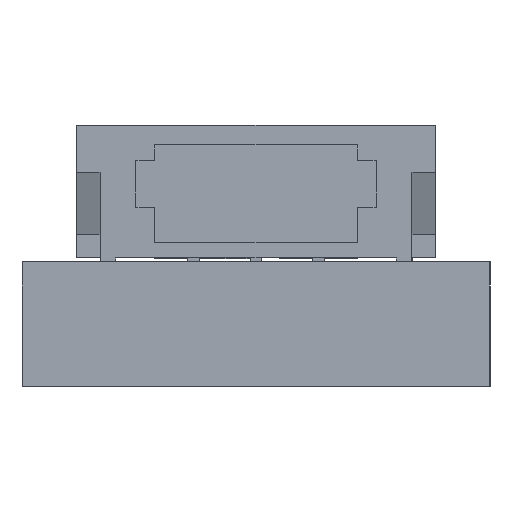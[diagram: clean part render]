
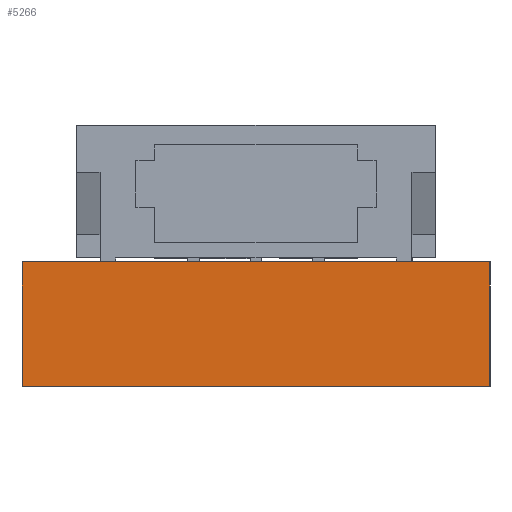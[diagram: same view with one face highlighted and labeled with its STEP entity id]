
A CAD part, left-side view. The second image highlights one B-rep face of the part: STEP entity #5266.
In plain terms, the highlighted planar face has unit normal (-1, 0, 0).
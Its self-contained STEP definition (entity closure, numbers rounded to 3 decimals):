
#5241 = VERTEX_POINT('',#5242);
#5242 = CARTESIAN_POINT('',(108.75,-43.819,1.6));
#5248 = EDGE_CURVE('',#5249,#5241,#5251,.T.);
#5249 = VERTEX_POINT('',#5250);
#5250 = CARTESIAN_POINT('',(108.75,-43.819,0.));
#5251 = LINE('',#5252,#5253);
#5252 = CARTESIAN_POINT('',(108.75,-43.819,0.));
#5253 = VECTOR('',#5254,1.);
#5254 = DIRECTION('',(0.,0.,1.));
#5266 = ADVANCED_FACE('',(#5267),#5292,.T.);
#5267 = FACE_BOUND('',#5268,.T.);
#5268 = EDGE_LOOP('',(#5269,#5270,#5278,#5286));
#5269 = ORIENTED_EDGE('',*,*,#5248,.T.);
#5270 = ORIENTED_EDGE('',*,*,#5271,.T.);
#5271 = EDGE_CURVE('',#5241,#5272,#5274,.T.);
#5272 = VERTEX_POINT('',#5273);
#5273 = CARTESIAN_POINT('',(108.75,-37.819,1.6));
#5274 = LINE('',#5275,#5276);
#5275 = CARTESIAN_POINT('',(108.75,-43.819,1.6));
#5276 = VECTOR('',#5277,1.);
#5277 = DIRECTION('',(0.,1.,0.));
#5278 = ORIENTED_EDGE('',*,*,#5279,.F.);
#5279 = EDGE_CURVE('',#5280,#5272,#5282,.T.);
#5280 = VERTEX_POINT('',#5281);
#5281 = CARTESIAN_POINT('',(108.75,-37.819,0.));
#5282 = LINE('',#5283,#5284);
#5283 = CARTESIAN_POINT('',(108.75,-37.819,0.));
#5284 = VECTOR('',#5285,1.);
#5285 = DIRECTION('',(0.,0.,1.));
#5286 = ORIENTED_EDGE('',*,*,#5287,.F.);
#5287 = EDGE_CURVE('',#5249,#5280,#5288,.T.);
#5288 = LINE('',#5289,#5290);
#5289 = CARTESIAN_POINT('',(108.75,-43.819,0.));
#5290 = VECTOR('',#5291,1.);
#5291 = DIRECTION('',(0.,1.,0.));
#5292 = PLANE('',#5293);
#5293 = AXIS2_PLACEMENT_3D('',#5294,#5295,#5296);
#5294 = CARTESIAN_POINT('',(108.75,-43.819,0.));
#5295 = DIRECTION('',(-1.,0.,0.));
#5296 = DIRECTION('',(0.,1.,0.));
